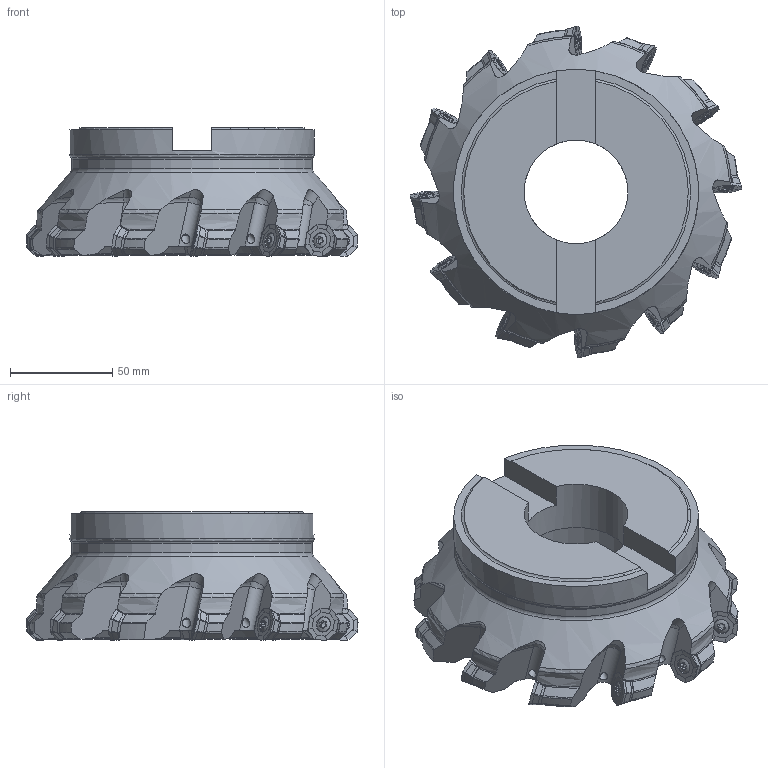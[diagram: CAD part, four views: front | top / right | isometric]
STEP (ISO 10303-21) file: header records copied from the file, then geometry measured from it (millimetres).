
FILE_DESCRIPTION(/* description */ (''),/* implementation_level */ '2;1');
FILE_NAME(/* name */ 'R220.43-06.00-06-12SA_Detailed.stp',/* time_stamp */ '2024-07-05T10:59:34+05:00',/* author */ (''),/* organization */ (''),/* preprocessor_version */ 'ST-DEVELOPER v16.7',/* originating_system */ 'SIEMENS PLM Software NX 12.0',/* authorisation */ '');
FILE_SCHEMA (('AUTOMOTIVE_DESIGN { 1 0 10303 214 3 1 1 1 }'));
Products named in the file (4): CUT; NOCUT; ASSEMBLY_CONSTRUCTION; A2745906_stp_stp
Assembly tree (14 placements, depth 2):
  A2745906_stp_stp
    ASSEMBLY_CONSTRUCTION
    NOCUT
    CUT  x12
Bounding box: 162.63 x 162.67 x 63 mm (x, y, z)
Volume: 535397.4 mm3; surface area: 80362.9 mm2
Topology: 13 solids, 13 shells, 1470 faces, 4855 edges, 3463 vertices
Faces by surface type: bspline 624, cylinder 363, plane 264, cone 109, torus 97, sphere 13
Full cylindrical faces by diameter (mm): 4 x12, 4.45 x12, 5 x12, 5.75 x12, 7.2 x12, 50.8 x1, 88 x1, 118 x1, 120 x1
Entity records: 42369 total; most frequent: CARTESIAN_POINT 26035, ORIENTED_EDGE 3880, DIRECTION 2390, EDGE_CURVE 1940, VERTEX_POINT 1343, B_SPLINE_CURVE_WITH_KNOTS 1199, AXIS2_PLACEMENT_3D 1025, EDGE_LOOP 857
